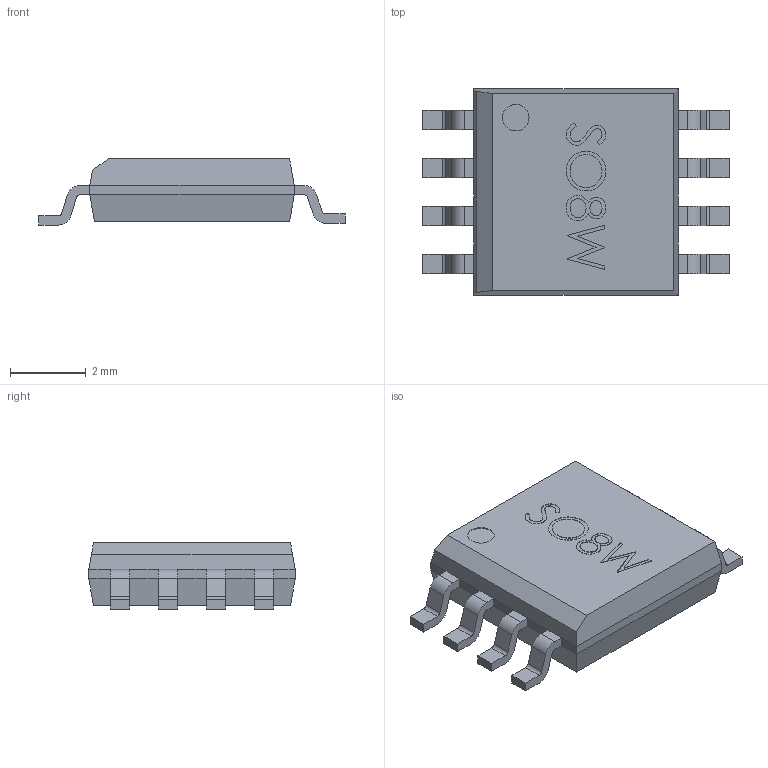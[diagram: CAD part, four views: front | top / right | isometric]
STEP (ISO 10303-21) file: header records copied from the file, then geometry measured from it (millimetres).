
FILE_DESCRIPTION(('FreeCAD Model'),'2;1');
FILE_NAME('User Library-SOIC8_Wide_5mmx5mm.step', '2018-03-07T11:24:04',('kicad StepUp'),('ksu MCAD'), 'Open CASCADE STEP processor 6.8','FreeCAD','Unknown');
FILE_SCHEMA(('AUTOMOTIVE_DESIGN_CC2 { 1 2 10303 214 -1 1 5 4 }'));
Length unit declared in the file: millimetre
Products named in the file (2): ASSEMBLY; User_Library-SOIC8_Wide_5mmx5mm
Assembly tree (1 placements, depth 2):
  ASSEMBLY
    User_Library-SOIC8_Wide_5mmx5mm
Bounding box: 8.1 x 5.46 x 1.75 mm (x, y, z)
Volume: 48.4 mm3; surface area: 111 mm2
Topology: 1 solids, 1 shells, 192 faces, 506 edges, 324 vertices
Faces by surface type: plane 118, bspline 40, cylinder 34
Entity records: 9419 total; most frequent: CARTESIAN_POINT 3528, ORIENTED_EDGE 1012, DIRECTION 802, EDGE_CURVE 506, LINE 358, VECTOR 358, VERTEX_POINT 324, AXIS2_PLACEMENT_3D 222
